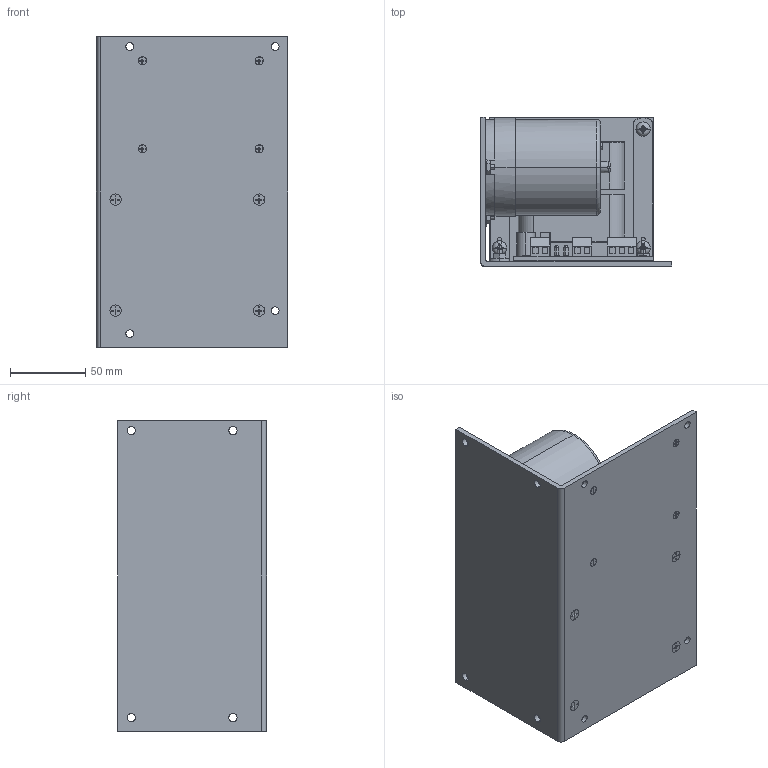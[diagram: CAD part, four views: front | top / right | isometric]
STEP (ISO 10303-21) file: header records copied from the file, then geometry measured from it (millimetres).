
FILE_DESCRIPTION (( 'STEP AP214' ), '1' );
FILE_NAME ('STP-PWR-4805.STEP', '2018-10-03T19:42:51', ( '' ), ( '' ), 'SwSTEP 2.0', 'SolidWorks 2017', '' );
FILE_SCHEMA (( 'AUTOMOTIVE_DESIGN' ));
Length unit declared in the file: inch
Products named in the file (1): STP-PWR-4805
Bounding box: 126.83 x 98.9 x 205.74 mm (x, y, z)
Volume: 1078717.8 mm3; surface area: 170374.8 mm2
Topology: 1 solids, 3 shells, 826 faces, 2090 edges, 1338 vertices
Faces by surface type: plane 461, cylinder 269, torus 76, bspline 16, sphere 4
Entity records: 28497 total; most frequent: CARTESIAN_POINT 6508, ORIENTED_EDGE 4172, DIRECTION 4160, EDGE_CURVE 2086, AXIS2_PLACEMENT_3D 1462, VERTEX_POINT 1338, LINE 1236, VECTOR 1236
